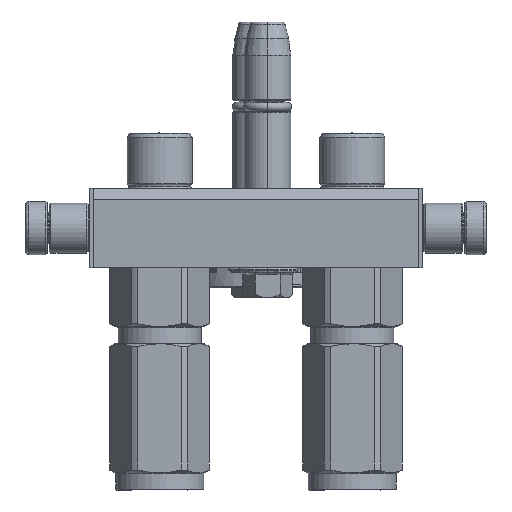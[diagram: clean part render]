
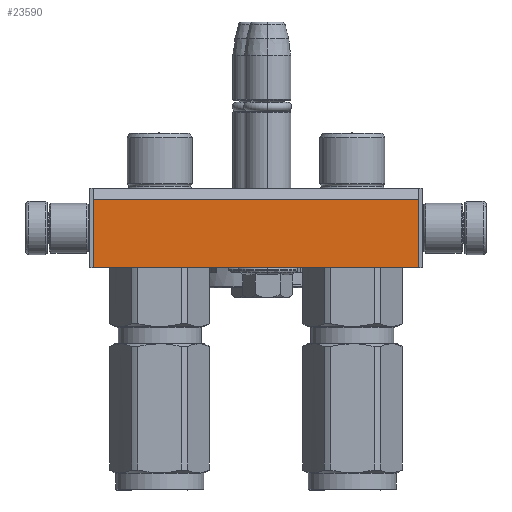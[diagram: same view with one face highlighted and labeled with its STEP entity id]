
A CAD part, left-side view. The second image highlights one B-rep face of the part: STEP entity #23590.
In plain terms, the highlighted face is planar.
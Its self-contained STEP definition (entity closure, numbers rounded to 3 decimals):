
#712 = CARTESIAN_POINT ( 'NONE',  ( -20., 3.464, 24. ) ) ;
#3800 = VERTEX_POINT ( 'NONE', #21903 ) ;
#3913 = VECTOR ( 'NONE', #35488, 1000. ) ;
#4567 = CARTESIAN_POINT ( 'NONE',  ( -21., 0., 24. ) ) ;
#9459 = EDGE_CURVE ( 'NONE', #14936, #3800, #25823, .T. ) ;
#10531 = ORIENTED_EDGE ( 'NONE', *, *, #46548, .T. ) ;
#11548 = EDGE_CURVE ( 'NONE', #28510, #23939, #49324, .T. ) ;
#12036 = CARTESIAN_POINT ( 'NONE',  ( -20., 24., 24. ) ) ;
#13267 = CARTESIAN_POINT ( 'NONE',  ( -20., 3.464, 24. ) ) ;
#14936 = VERTEX_POINT ( 'NONE', #50067 ) ;
#15476 = EDGE_CURVE ( 'NONE', #14936, #28510, #43688, .T. ) ;
#16733 = VECTOR ( 'NONE', #17368, 1000. ) ;
#17108 = FACE_OUTER_BOUND ( 'NONE', #33773, .T. ) ;
#17312 = DIRECTION ( 'NONE',  ( 0., 0., 1. ) ) ;
#17368 = DIRECTION ( 'NONE',  ( 0., 1., 0. ) ) ;
#21903 = CARTESIAN_POINT ( 'NONE',  ( 78., 3.464, 24. ) ) ;
#22800 = VECTOR ( 'NONE', #43753, 1000. ) ;
#23590 = ADVANCED_FACE ( 'NONE', ( #17108 ), #53116, .T. ) ;
#23939 = VERTEX_POINT ( 'NONE', #26022 ) ;
#25823 = LINE ( 'NONE', #712, #50254 ) ;
#26022 = CARTESIAN_POINT ( 'NONE',  ( 78., 24., 24. ) ) ;
#27866 = AXIS2_PLACEMENT_3D ( 'NONE', #4567, #17312, #39494 ) ;
#28510 = VERTEX_POINT ( 'NONE', #57834 ) ;
#31082 = ORIENTED_EDGE ( 'NONE', *, *, #11548, .F. ) ;
#33773 = EDGE_LOOP ( 'NONE', ( #31082, #41750, #50184, #10531 ) ) ;
#35488 = DIRECTION ( 'NONE',  ( 0., 1., 0. ) ) ;
#39494 = DIRECTION ( 'NONE',  ( 1., 0., 0. ) ) ;
#40135 = CARTESIAN_POINT ( 'NONE',  ( 78., 3.464, 24. ) ) ;
#40287 = DIRECTION ( 'NONE',  ( 1., 0., 0. ) ) ;
#41750 = ORIENTED_EDGE ( 'NONE', *, *, #15476, .F. ) ;
#43688 = LINE ( 'NONE', #13267, #3913 ) ;
#43753 = DIRECTION ( 'NONE',  ( 1., 0., 0. ) ) ;
#46548 = EDGE_CURVE ( 'NONE', #3800, #23939, #49492, .T. ) ;
#49324 = LINE ( 'NONE', #12036, #22800 ) ;
#49492 = LINE ( 'NONE', #40135, #16733 ) ;
#50067 = CARTESIAN_POINT ( 'NONE',  ( -20., 3.464, 24. ) ) ;
#50184 = ORIENTED_EDGE ( 'NONE', *, *, #9459, .T. ) ;
#50254 = VECTOR ( 'NONE', #40287, 1000. ) ;
#53116 = PLANE ( 'NONE',  #27866 ) ;
#57834 = CARTESIAN_POINT ( 'NONE',  ( -20., 24., 24. ) ) ;
